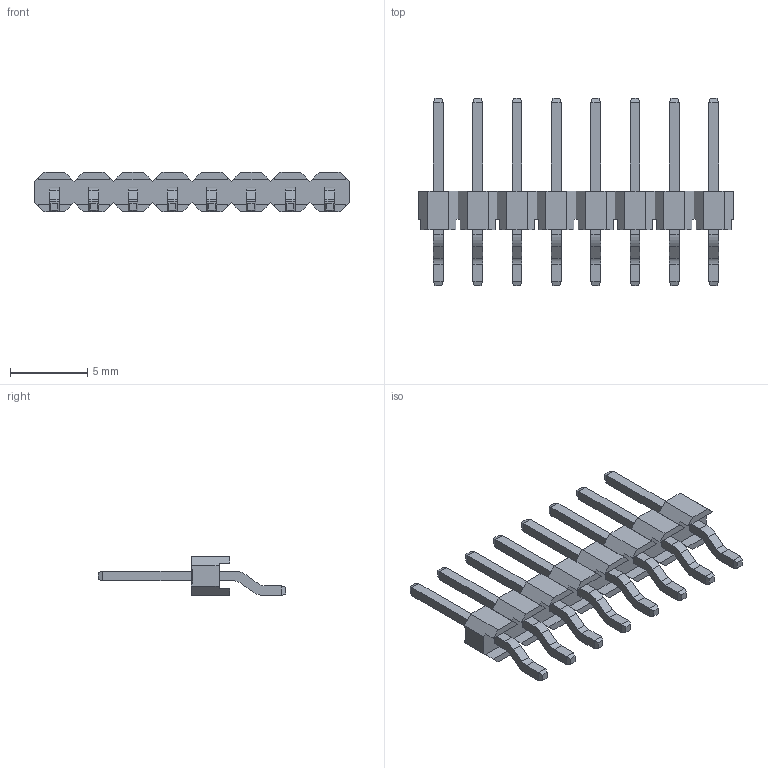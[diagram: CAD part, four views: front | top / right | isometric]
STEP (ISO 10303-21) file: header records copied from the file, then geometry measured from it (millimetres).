
FILE_DESCRIPTION(('STEP AP214'), '1');
FILE_NAME('DS1025 (PLS-T CONNFLY)', '2019-06-30T13:25:18', ('Che'), (''), 'ASCON STEP Converter 1.3', 'ASCON Math Kernel', '');
FILE_SCHEMA(('AUTOMOTIVE_DESIGN { 1 0 10303 214 3 1 1}'));
Length unit declared in the file: millimetre
Bounding box: 20.32 x 12.1 x 2.54 mm (x, y, z)
Volume: 125.4 mm3; surface area: 450.8 mm2
Topology: 1 solids, 1 shells, 335 faces, 866 edges, 556 vertices
Faces by surface type: plane 303, cylinder 32
Entity records: 12696 total; most frequent: CARTESIAN_POINT 1758, ORIENTED_EDGE 1732, DIRECTION 1602, EDGE_CURVE 866, LINE 802, VECTOR 802, VERTEX_POINT 556, AXIS2_PLACEMENT_3D 400
